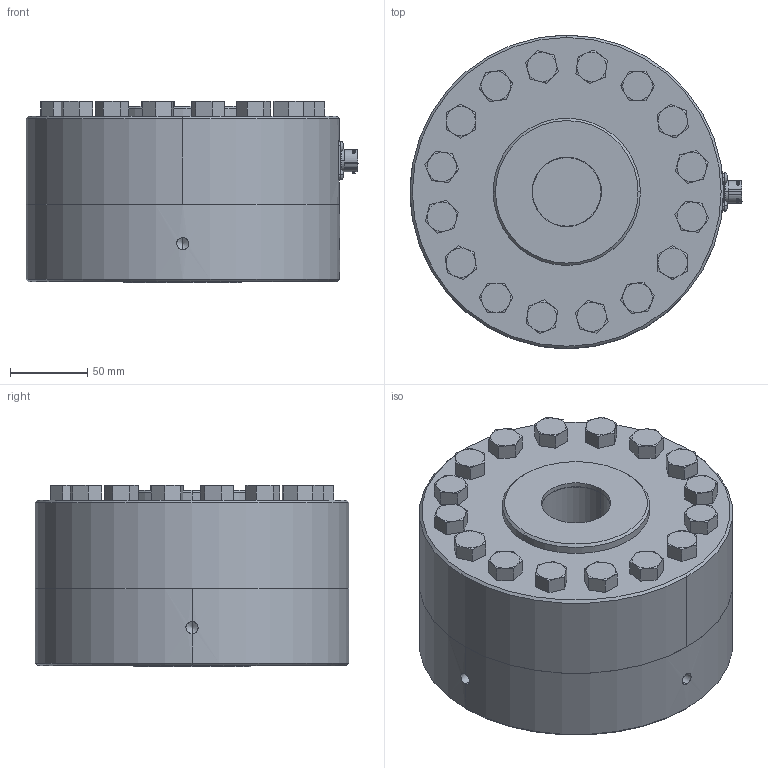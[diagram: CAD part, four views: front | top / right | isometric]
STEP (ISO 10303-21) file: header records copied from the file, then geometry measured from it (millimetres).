
FILE_DESCRIPTION (( 'STEP AP203' ), '1' );
FILE_NAME ('Interface 1032-50K-B.STEP', '2011-06-08T22:35:00', ( ' ' ), ( '' ), 'SwSTEP 2.0', 'SolidWorks 2002349', '' );
FILE_SCHEMA (( 'CONFIG_CONTROL_DESIGN' ));
Length unit declared in the file: inch
Products named in the file (1): Interface 1032-50K-B
Bounding box: 215.12 x 203.15 x 117.75 mm (x, y, z)
Volume: 3416455.2 mm3; surface area: 160411.5 mm2
Topology: 1 solids, 1 shells, 435 faces, 1020 edges, 628 vertices
Faces by surface type: plane 191, cone 139, cylinder 80, bspline 22, sphere 3
Entity records: 13738 total; most frequent: CARTESIAN_POINT 4315, ORIENTED_EDGE 2024, DIRECTION 1799, EDGE_CURVE 1012, AXIS2_PLACEMENT_3D 700, VERTEX_POINT 628, EDGE_LOOP 484, FACE_OUTER_BOUND 435
